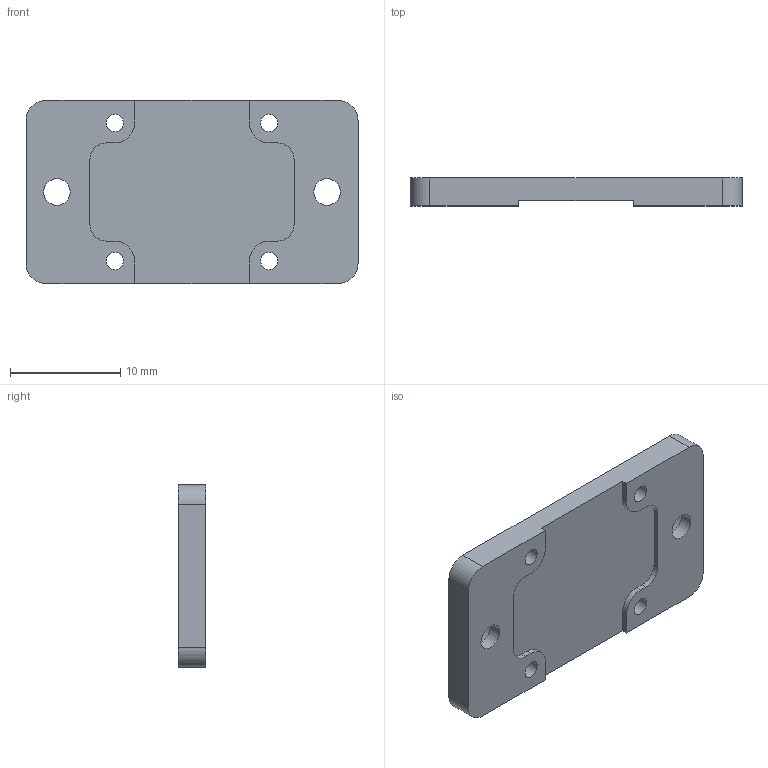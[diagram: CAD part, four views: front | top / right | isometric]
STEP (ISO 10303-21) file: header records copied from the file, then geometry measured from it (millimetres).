
FILE_DESCRIPTION(/* description */ (''),/* implementation_level */ '2;1');
FILE_NAME(/* name */ '2021-01-011.stp',/* time_stamp */ '2021-06-02T09:06:22-06:00',/* author */ ('carso'),/* organization */ (''),/* preprocessor_version */ 'ST-DEVELOPER v18',/* originating_system */ 'Autodesk Inventor 2020',/* authorisation */ '');
FILE_SCHEMA (('AUTOMOTIVE_DESIGN { 1 0 10303 214 3 1 1 }'));
Length unit declared in the file: millimetre
Products named in the file (1): 2021-01-011
Bounding box: 30.1 x 2.52 x 16.6 mm (x, y, z)
Volume: 1065.4 mm3; surface area: 1300.5 mm2
Topology: 1 solids, 1 shells, 40 faces, 116 edges, 80 vertices
Faces by surface type: plane 20, cylinder 20
Full cylindrical faces by diameter (mm): 1.567 x4, 2.4 x2, 4 x2
Entity records: 1417 total; most frequent: DIRECTION 246, CARTESIAN_POINT 237, ORIENTED_EDGE 232, EDGE_CURVE 116, AXIS2_PLACEMENT_3D 89, VERTEX_POINT 80, LINE 68, VECTOR 68
